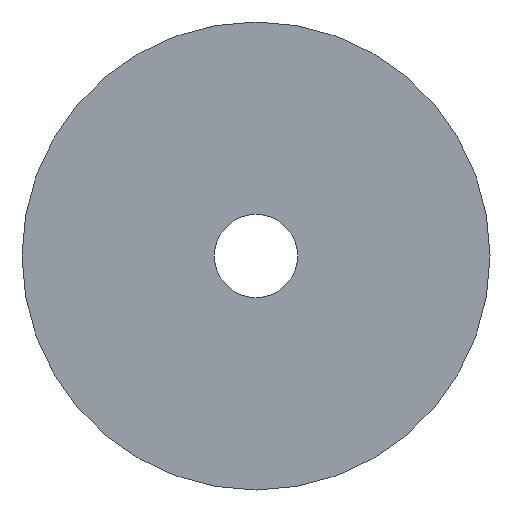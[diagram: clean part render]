
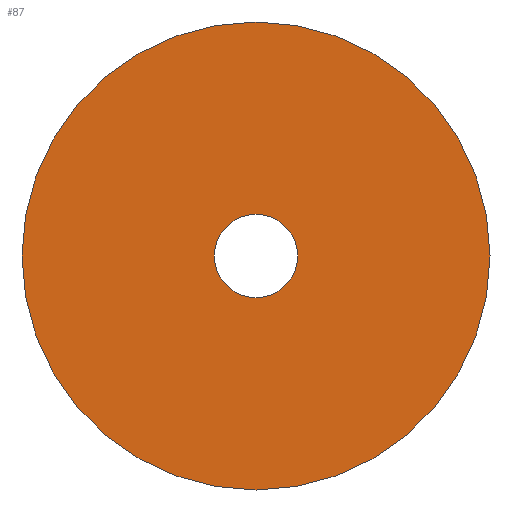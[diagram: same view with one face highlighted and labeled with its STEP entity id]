
A CAD part, front view. The second image highlights one B-rep face of the part: STEP entity #87.
In plain terms, the highlighted planar face has unit normal (0, -1, 0).
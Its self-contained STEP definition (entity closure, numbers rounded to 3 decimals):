
#2 = AXIS2_PLACEMENT_3D ( 'NONE', #146, #39, #53 ) ;
#3 = ORIENTED_EDGE ( 'NONE', *, *, #98, .T. ) ;
#5 = DIRECTION ( 'NONE',  ( 0., 1., 0. ) ) ;
#20 = CIRCLE ( 'NONE', #81, 1.6 ) ;
#21 = CARTESIAN_POINT ( 'NONE',  ( 0., 0., -9. ) ) ;
#23 = FACE_OUTER_BOUND ( 'NONE', #45, .T. ) ;
#26 = CIRCLE ( 'NONE', #181, 1.6 ) ;
#39 = DIRECTION ( 'NONE',  ( 0., 1., 0. ) ) ;
#44 = CIRCLE ( 'NONE', #174, 9. ) ;
#45 = EDGE_LOOP ( 'NONE', ( #61, #93 ) ) ;
#50 = VERTEX_POINT ( 'NONE', #74 ) ;
#53 = DIRECTION ( 'NONE',  ( 0., 0., 1. ) ) ;
#55 = DIRECTION ( 'NONE',  ( 0., 0., 1. ) ) ;
#56 = CARTESIAN_POINT ( 'NONE',  ( 0., 0., 0. ) ) ;
#61 = ORIENTED_EDGE ( 'NONE', *, *, #168, .F. ) ;
#64 = DIRECTION ( 'NONE',  ( 0., 0., 1. ) ) ;
#66 = DIRECTION ( 'NONE',  ( 0., 0., 1. ) ) ;
#74 = CARTESIAN_POINT ( 'NONE',  ( 0., 0., 1.6 ) ) ;
#78 = VERTEX_POINT ( 'NONE', #21 ) ;
#80 = CARTESIAN_POINT ( 'NONE',  ( 0., 0., 0. ) ) ;
#81 = AXIS2_PLACEMENT_3D ( 'NONE', #80, #5, #64 ) ;
#85 = CARTESIAN_POINT ( 'NONE',  ( 0., 0., -1.6 ) ) ;
#87 = ADVANCED_FACE ( 'NONE', ( #23, #99 ), #175, .F. ) ;
#90 = CIRCLE ( 'NONE', #196, 9. ) ;
#93 = ORIENTED_EDGE ( 'NONE', *, *, #122, .F. ) ;
#97 = CARTESIAN_POINT ( 'NONE',  ( 0., 0., 0. ) ) ;
#98 = EDGE_CURVE ( 'NONE', #187, #50, #26, .T. ) ;
#99 = FACE_BOUND ( 'NONE', #192, .T. ) ;
#110 = DIRECTION ( 'NONE',  ( 0., 1., 0. ) ) ;
#115 = CARTESIAN_POINT ( 'NONE',  ( 0., 0., 9. ) ) ;
#116 = DIRECTION ( 'NONE',  ( 0., 1., 0. ) ) ;
#122 = EDGE_CURVE ( 'NONE', #164, #78, #90, .T. ) ;
#127 = EDGE_CURVE ( 'NONE', #50, #187, #20, .T. ) ;
#146 = CARTESIAN_POINT ( 'NONE',  ( 0., 0., 0. ) ) ;
#164 = VERTEX_POINT ( 'NONE', #115 ) ;
#168 = EDGE_CURVE ( 'NONE', #78, #164, #44, .T. ) ;
#174 = AXIS2_PLACEMENT_3D ( 'NONE', #56, #116, #179 ) ;
#175 = PLANE ( 'NONE',  #2 ) ;
#176 = CARTESIAN_POINT ( 'NONE',  ( 0., 0., 0. ) ) ;
#179 = DIRECTION ( 'NONE',  ( 0., 0., 1. ) ) ;
#181 = AXIS2_PLACEMENT_3D ( 'NONE', #97, #110, #66 ) ;
#187 = VERTEX_POINT ( 'NONE', #85 ) ;
#189 = ORIENTED_EDGE ( 'NONE', *, *, #127, .T. ) ;
#192 = EDGE_LOOP ( 'NONE', ( #3, #189 ) ) ;
#193 = DIRECTION ( 'NONE',  ( 0., 1., 0. ) ) ;
#196 = AXIS2_PLACEMENT_3D ( 'NONE', #176, #193, #55 ) ;
